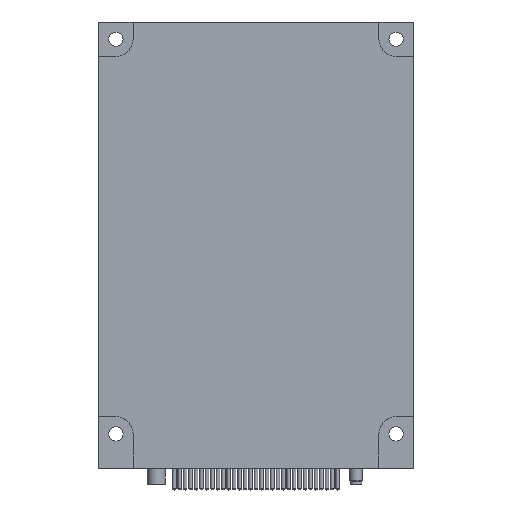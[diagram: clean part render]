
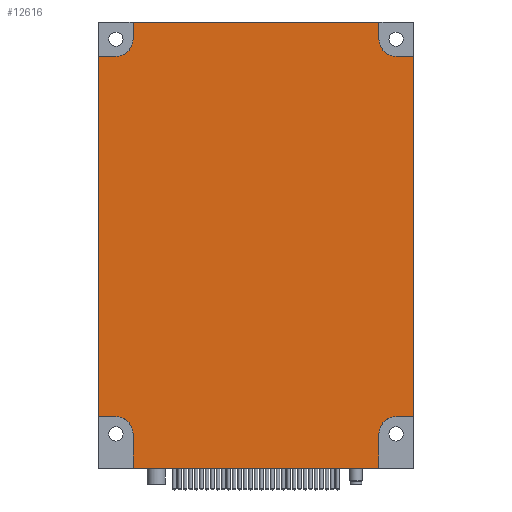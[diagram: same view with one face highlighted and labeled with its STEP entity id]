
A CAD part, top view. The second image highlights one B-rep face of the part: STEP entity #12616.
In plain terms, the highlighted planar face has unit normal (0, 0, 1).
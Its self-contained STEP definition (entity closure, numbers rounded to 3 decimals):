
#586=CIRCLE('',#18528,3.);
#587=CIRCLE('',#18529,3.);
#588=CIRCLE('',#18530,3.);
#589=CIRCLE('',#18531,3.);
#1046=ORIENTED_EDGE('',*,*,#4704,.T.);
#1047=ORIENTED_EDGE('',*,*,#4705,.T.);
#1048=ORIENTED_EDGE('',*,*,#4706,.T.);
#1049=ORIENTED_EDGE('',*,*,#4707,.F.);
#1050=ORIENTED_EDGE('',*,*,#4708,.F.);
#1051=ORIENTED_EDGE('',*,*,#4709,.F.);
#1052=ORIENTED_EDGE('',*,*,#4710,.F.);
#1053=ORIENTED_EDGE('',*,*,#4694,.F.);
#1054=ORIENTED_EDGE('',*,*,#4711,.T.);
#1055=ORIENTED_EDGE('',*,*,#4712,.T.);
#1056=ORIENTED_EDGE('',*,*,#4713,.T.);
#1057=ORIENTED_EDGE('',*,*,#4714,.F.);
#1058=ORIENTED_EDGE('',*,*,#4715,.F.);
#1059=ORIENTED_EDGE('',*,*,#4716,.F.);
#1060=ORIENTED_EDGE('',*,*,#4717,.F.);
#1061=ORIENTED_EDGE('',*,*,#4718,.F.);
#4694=EDGE_CURVE('',#6523,#6524,#7820,.T.);
#4704=EDGE_CURVE('',#6533,#6534,#7830,.T.);
#4705=EDGE_CURVE('',#6534,#6535,#586,.T.);
#4706=EDGE_CURVE('',#6535,#6536,#7831,.T.);
#4707=EDGE_CURVE('',#6537,#6536,#7832,.T.);
#4708=EDGE_CURVE('',#6538,#6537,#7833,.T.);
#4709=EDGE_CURVE('',#6539,#6538,#587,.T.);
#4710=EDGE_CURVE('',#6524,#6539,#7834,.T.);
#4711=EDGE_CURVE('',#6523,#6540,#7835,.T.);
#4712=EDGE_CURVE('',#6540,#6541,#588,.T.);
#4713=EDGE_CURVE('',#6541,#6542,#7836,.T.);
#4714=EDGE_CURVE('',#6543,#6542,#7837,.T.);
#4715=EDGE_CURVE('',#6544,#6543,#7838,.T.);
#4716=EDGE_CURVE('',#6545,#6544,#589,.T.);
#4717=EDGE_CURVE('',#6546,#6545,#7839,.T.);
#4718=EDGE_CURVE('',#6533,#6546,#7840,.T.);
#6523=VERTEX_POINT('',#23302);
#6524=VERTEX_POINT('',#23304);
#6533=VERTEX_POINT('',#23324);
#6534=VERTEX_POINT('',#23325);
#6535=VERTEX_POINT('',#23327);
#6536=VERTEX_POINT('',#23329);
#6537=VERTEX_POINT('',#23331);
#6538=VERTEX_POINT('',#23333);
#6539=VERTEX_POINT('',#23335);
#6540=VERTEX_POINT('',#23338);
#6541=VERTEX_POINT('',#23340);
#6542=VERTEX_POINT('',#23342);
#6543=VERTEX_POINT('',#23344);
#6544=VERTEX_POINT('',#23346);
#6545=VERTEX_POINT('',#23348);
#6546=VERTEX_POINT('',#23350);
#7820=LINE('',#23303,#8952);
#7830=LINE('',#23323,#8962);
#7831=LINE('',#23328,#8963);
#7832=LINE('',#23330,#8964);
#7833=LINE('',#23332,#8965);
#7834=LINE('',#23336,#8966);
#7835=LINE('',#23337,#8967);
#7836=LINE('',#23341,#8968);
#7837=LINE('',#23343,#8969);
#7838=LINE('',#23345,#8970);
#7839=LINE('',#23349,#8971);
#7840=LINE('',#23351,#8972);
#8952=VECTOR('',#19744,1000.);
#8962=VECTOR('',#19756,1000.);
#8963=VECTOR('',#19759,1000.);
#8964=VECTOR('',#19760,1000.);
#8965=VECTOR('',#19761,1000.);
#8966=VECTOR('',#19764,1000.);
#8967=VECTOR('',#19765,1000.);
#8968=VECTOR('',#19768,1000.);
#8969=VECTOR('',#19769,1000.);
#8970=VECTOR('',#19770,1000.);
#8971=VECTOR('',#19773,1000.);
#8972=VECTOR('',#19774,1000.);
#10084=EDGE_LOOP('',(#1046,#1047,#1048,#1049,#1050,#1051,#1052,#1053,#1054,
#1055,#1056,#1057,#1058,#1059,#1060,#1061));
#11122=FACE_BOUND('',#10084,.T.);
#12159=PLANE('',#18527);
#12616=ADVANCED_FACE('',(#11122),#12159,.F.);
#18527=AXIS2_PLACEMENT_3D('',#23322,#19754,#19755);
#18528=AXIS2_PLACEMENT_3D('',#23326,#19757,#19758);
#18529=AXIS2_PLACEMENT_3D('',#23334,#19762,#19763);
#18530=AXIS2_PLACEMENT_3D('',#23339,#19766,#19767);
#18531=AXIS2_PLACEMENT_3D('',#23347,#19771,#19772);
#19744=DIRECTION('',(-1.,0.,0.));
#19754=DIRECTION('',(0.,0.,-1.));
#19755=DIRECTION('',(-1.,0.,0.));
#19756=DIRECTION('',(0.,-1.,0.));
#19757=DIRECTION('',(0.,0.,-1.));
#19758=DIRECTION('',(-1.,0.,0.));
#19759=DIRECTION('',(-1.,0.,0.));
#19760=DIRECTION('',(0.,1.,0.));
#19761=DIRECTION('',(-1.,0.,0.));
#19762=DIRECTION('',(0.,0.,1.));
#19763=DIRECTION('',(-1.,0.,0.));
#19764=DIRECTION('',(0.,1.,0.));
#19765=DIRECTION('',(0.,1.,0.));
#19766=DIRECTION('',(0.,0.,-1.));
#19767=DIRECTION('',(1.,0.,0.));
#19768=DIRECTION('',(1.,0.,0.));
#19769=DIRECTION('',(0.,-1.,0.));
#19770=DIRECTION('',(1.,0.,0.));
#19771=DIRECTION('',(0.,0.,1.));
#19772=DIRECTION('',(1.,0.,0.));
#19773=DIRECTION('',(0.,-1.,0.));
#19774=DIRECTION('',(1.,0.,0.));
#23302=CARTESIAN_POINT('',(21.5,-39.,7.25));
#23303=CARTESIAN_POINT('',(27.5,-39.,7.25));
#23304=CARTESIAN_POINT('',(-21.5,-39.,7.25));
#23322=CARTESIAN_POINT('',(0.,0.,7.25));
#23323=CARTESIAN_POINT('',(-21.5,39.,7.25));
#23324=CARTESIAN_POINT('',(-21.5,39.,7.25));
#23325=CARTESIAN_POINT('',(-21.5,36.,7.25));
#23326=CARTESIAN_POINT('',(-24.5,36.,7.25));
#23327=CARTESIAN_POINT('',(-24.5,33.,7.25));
#23328=CARTESIAN_POINT('',(-24.5,33.,7.25));
#23329=CARTESIAN_POINT('',(-27.5,33.,7.25));
#23330=CARTESIAN_POINT('',(-27.5,-39.,7.25));
#23331=CARTESIAN_POINT('',(-27.5,-30.,7.25));
#23332=CARTESIAN_POINT('',(-24.5,-30.,7.25));
#23333=CARTESIAN_POINT('',(-24.5,-30.,7.25));
#23334=CARTESIAN_POINT('',(-24.5,-33.,7.25));
#23335=CARTESIAN_POINT('',(-21.5,-33.,7.25));
#23336=CARTESIAN_POINT('',(-21.5,-39.,7.25));
#23337=CARTESIAN_POINT('',(21.5,-39.,7.25));
#23338=CARTESIAN_POINT('',(21.5,-33.,7.25));
#23339=CARTESIAN_POINT('',(24.5,-33.,7.25));
#23340=CARTESIAN_POINT('',(24.5,-30.,7.25));
#23341=CARTESIAN_POINT('',(24.5,-30.,7.25));
#23342=CARTESIAN_POINT('',(27.5,-30.,7.25));
#23343=CARTESIAN_POINT('',(27.5,39.,7.25));
#23344=CARTESIAN_POINT('',(27.5,33.,7.25));
#23345=CARTESIAN_POINT('',(24.5,33.,7.25));
#23346=CARTESIAN_POINT('',(24.5,33.,7.25));
#23347=CARTESIAN_POINT('',(24.5,36.,7.25));
#23348=CARTESIAN_POINT('',(21.5,36.,7.25));
#23349=CARTESIAN_POINT('',(21.5,39.,7.25));
#23350=CARTESIAN_POINT('',(21.5,39.,7.25));
#23351=CARTESIAN_POINT('',(-27.5,39.,7.25));
